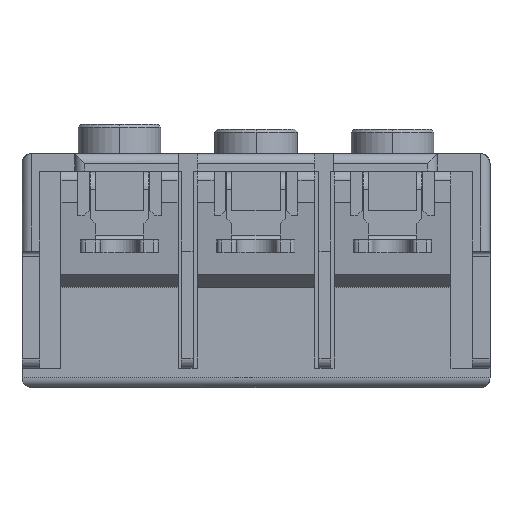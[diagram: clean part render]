
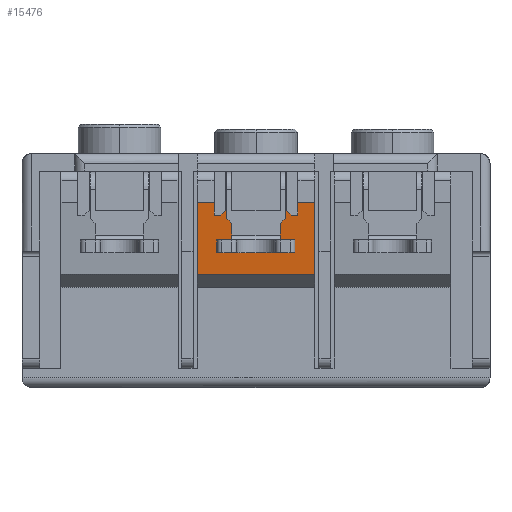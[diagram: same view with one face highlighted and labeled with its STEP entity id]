
A CAD part, front view. The second image highlights one B-rep face of the part: STEP entity #15476.
In plain terms, the highlighted planar face has unit normal (0, -0.994, -0.108).
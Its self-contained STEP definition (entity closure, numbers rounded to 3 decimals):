
#9517 = PLANE('',#9518);
#9518 = AXIS2_PLACEMENT_3D('',#9519,#9520,#9521);
#9519 = CARTESIAN_POINT('',(-6.,0.,0.));
#9520 = DIRECTION('',(1.,0.,0.));
#9521 = DIRECTION('',(0.,0.,-1.));
#9545 = PLANE('',#9546);
#9546 = AXIS2_PLACEMENT_3D('',#9547,#9548,#9549);
#9547 = CARTESIAN_POINT('',(6.,21.6,-0.39));
#9548 = DIRECTION('',(0.,-0.658,-0.753));
#9549 = DIRECTION('',(0.,0.753,-0.658));
#9573 = PLANE('',#9574);
#9574 = AXIS2_PLACEMENT_3D('',#9575,#9576,#9577);
#9575 = CARTESIAN_POINT('',(6.,0.,0.));
#9576 = DIRECTION('',(1.,0.,0.));
#9577 = DIRECTION('',(0.,0.,-1.));
#14661 = PLANE('',#14662);
#14662 = AXIS2_PLACEMENT_3D('',#14663,#14664,#14665);
#14663 = CARTESIAN_POINT('',(6.,12.5,7.));
#14664 = DIRECTION('',(0.,0.,-1.));
#14665 = DIRECTION('',(0.,1.,0.));
#14779 = VERTEX_POINT('',#14780);
#14780 = CARTESIAN_POINT('',(6.,20.8,7.));
#14801 = EDGE_CURVE('',#14779,#14802,#14804,.T.);
#14802 = VERTEX_POINT('',#14803);
#14803 = CARTESIAN_POINT('',(-6.,20.8,7.));
#14804 = SURFACE_CURVE('',#14805,(#14809,#14816),.PCURVE_S1.);
#14805 = LINE('',#14806,#14807);
#14806 = CARTESIAN_POINT('',(6.,20.8,7.));
#14807 = VECTOR('',#14808,1.);
#14808 = DIRECTION('',(-1.,0.,0.));
#14809 = PCURVE('',#14661,#14810);
#14810 = DEFINITIONAL_REPRESENTATION('',(#14811),#14815);
#14811 = LINE('',#14812,#14813);
#14812 = CARTESIAN_POINT('',(8.3,0.));
#14813 = VECTOR('',#14814,1.);
#14814 = DIRECTION('',(0.,-1.));
#14815 = ( GEOMETRIC_REPRESENTATION_CONTEXT(2) 
PARAMETRIC_REPRESENTATION_CONTEXT() REPRESENTATION_CONTEXT('2D SPACE',''
  ) );
#14816 = PCURVE('',#14817,#14822);
#14817 = PLANE('',#14818);
#14818 = AXIS2_PLACEMENT_3D('',#14819,#14820,#14821);
#14819 = CARTESIAN_POINT('',(6.,20.8,7.));
#14820 = DIRECTION('',(0.,-0.994,-0.108));
#14821 = DIRECTION('',(0.,0.108,-0.994));
#14822 = DEFINITIONAL_REPRESENTATION('',(#14823),#14827);
#14823 = LINE('',#14824,#14825);
#14824 = CARTESIAN_POINT('',(0.,0.));
#14825 = VECTOR('',#14826,1.);
#14826 = DIRECTION('',(0.,-1.));
#14827 = ( GEOMETRIC_REPRESENTATION_CONTEXT(2) 
PARAMETRIC_REPRESENTATION_CONTEXT() REPRESENTATION_CONTEXT('2D SPACE',''
  ) );
#15432 = EDGE_CURVE('',#14802,#15433,#15435,.T.);
#15433 = VERTEX_POINT('',#15434);
#15434 = CARTESIAN_POINT('',(-6.,21.6,-0.39));
#15435 = SURFACE_CURVE('',#15436,(#15440,#15447),.PCURVE_S1.);
#15436 = LINE('',#15437,#15438);
#15437 = CARTESIAN_POINT('',(-6.,20.8,7.));
#15438 = VECTOR('',#15439,1.);
#15439 = DIRECTION('',(0.,0.108,-0.994));
#15440 = PCURVE('',#9517,#15441);
#15441 = DEFINITIONAL_REPRESENTATION('',(#15442),#15446);
#15442 = LINE('',#15443,#15444);
#15443 = CARTESIAN_POINT('',(-7.,20.8));
#15444 = VECTOR('',#15445,1.);
#15445 = DIRECTION('',(0.994,0.108));
#15446 = ( GEOMETRIC_REPRESENTATION_CONTEXT(2) 
PARAMETRIC_REPRESENTATION_CONTEXT() REPRESENTATION_CONTEXT('2D SPACE',''
  ) );
#15447 = PCURVE('',#14817,#15448);
#15448 = DEFINITIONAL_REPRESENTATION('',(#15449),#15453);
#15449 = LINE('',#15450,#15451);
#15450 = CARTESIAN_POINT('',(0.,-12.));
#15451 = VECTOR('',#15452,1.);
#15452 = DIRECTION('',(1.,0.));
#15453 = ( GEOMETRIC_REPRESENTATION_CONTEXT(2) 
PARAMETRIC_REPRESENTATION_CONTEXT() REPRESENTATION_CONTEXT('2D SPACE',''
  ) );
#15476 = ADVANCED_FACE('',(#15477),#14817,.T.);
#15477 = FACE_BOUND('',#15478,.F.);
#15478 = EDGE_LOOP('',(#15479,#15502,#15523,#15524));
#15479 = ORIENTED_EDGE('',*,*,#15480,.T.);
#15480 = EDGE_CURVE('',#14779,#15481,#15483,.T.);
#15481 = VERTEX_POINT('',#15482);
#15482 = CARTESIAN_POINT('',(6.,21.6,-0.39));
#15483 = SURFACE_CURVE('',#15484,(#15488,#15495),.PCURVE_S1.);
#15484 = LINE('',#15485,#15486);
#15485 = CARTESIAN_POINT('',(6.,20.8,7.));
#15486 = VECTOR('',#15487,1.);
#15487 = DIRECTION('',(0.,0.108,-0.994));
#15488 = PCURVE('',#14817,#15489);
#15489 = DEFINITIONAL_REPRESENTATION('',(#15490),#15494);
#15490 = LINE('',#15491,#15492);
#15491 = CARTESIAN_POINT('',(0.,0.));
#15492 = VECTOR('',#15493,1.);
#15493 = DIRECTION('',(1.,0.));
#15494 = ( GEOMETRIC_REPRESENTATION_CONTEXT(2) 
PARAMETRIC_REPRESENTATION_CONTEXT() REPRESENTATION_CONTEXT('2D SPACE',''
  ) );
#15495 = PCURVE('',#9573,#15496);
#15496 = DEFINITIONAL_REPRESENTATION('',(#15497),#15501);
#15497 = LINE('',#15498,#15499);
#15498 = CARTESIAN_POINT('',(-7.,20.8));
#15499 = VECTOR('',#15500,1.);
#15500 = DIRECTION('',(0.994,0.108));
#15501 = ( GEOMETRIC_REPRESENTATION_CONTEXT(2) 
PARAMETRIC_REPRESENTATION_CONTEXT() REPRESENTATION_CONTEXT('2D SPACE',''
  ) );
#15502 = ORIENTED_EDGE('',*,*,#15503,.T.);
#15503 = EDGE_CURVE('',#15481,#15433,#15504,.T.);
#15504 = SURFACE_CURVE('',#15505,(#15509,#15516),.PCURVE_S1.);
#15505 = LINE('',#15506,#15507);
#15506 = CARTESIAN_POINT('',(6.,21.6,-0.39));
#15507 = VECTOR('',#15508,1.);
#15508 = DIRECTION('',(-1.,0.,0.));
#15509 = PCURVE('',#14817,#15510);
#15510 = DEFINITIONAL_REPRESENTATION('',(#15511),#15515);
#15511 = LINE('',#15512,#15513);
#15512 = CARTESIAN_POINT('',(7.433,0.));
#15513 = VECTOR('',#15514,1.);
#15514 = DIRECTION('',(0.,-1.));
#15515 = ( GEOMETRIC_REPRESENTATION_CONTEXT(2) 
PARAMETRIC_REPRESENTATION_CONTEXT() REPRESENTATION_CONTEXT('2D SPACE',''
  ) );
#15516 = PCURVE('',#9545,#15517);
#15517 = DEFINITIONAL_REPRESENTATION('',(#15518),#15522);
#15518 = LINE('',#15519,#15520);
#15519 = CARTESIAN_POINT('',(0.,0.));
#15520 = VECTOR('',#15521,1.);
#15521 = DIRECTION('',(0.,-1.));
#15522 = ( GEOMETRIC_REPRESENTATION_CONTEXT(2) 
PARAMETRIC_REPRESENTATION_CONTEXT() REPRESENTATION_CONTEXT('2D SPACE',''
  ) );
#15523 = ORIENTED_EDGE('',*,*,#15432,.F.);
#15524 = ORIENTED_EDGE('',*,*,#14801,.F.);
